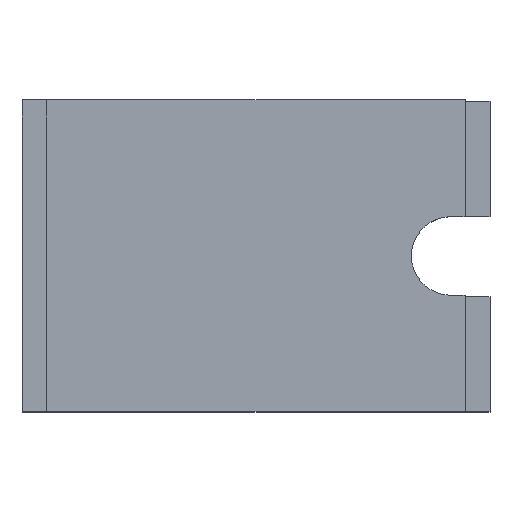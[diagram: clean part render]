
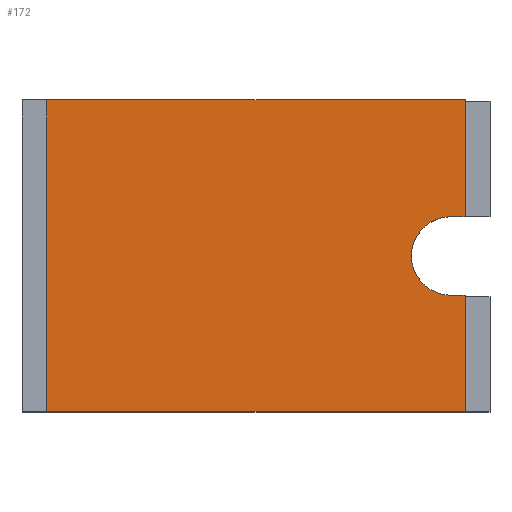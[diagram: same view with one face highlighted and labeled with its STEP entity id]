
A CAD part, top view. The second image highlights one B-rep face of the part: STEP entity #172.
In plain terms, the highlighted planar face has unit normal (0, 0, 1).
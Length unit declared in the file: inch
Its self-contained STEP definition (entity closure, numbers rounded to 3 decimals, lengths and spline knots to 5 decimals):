
#74=CARTESIAN_POINT('',(0.1675,-0.0315,0.05));
#75=VERTEX_POINT('',#74);
#79=CARTESIAN_POINT('',(0.1675,0.,0.05));
#80=DIRECTION('',(0.,-1.,0.));
#81=VECTOR('',#80,1.);
#82=LINE('',#79,#81);
#83=EDGE_CURVE('',#75,#85,#82,.T.);
#84=CARTESIAN_POINT('',(0.1675,-0.125,0.05));
#85=VERTEX_POINT('',#84);
#109=CARTESIAN_POINT('',(0.1245,-0.0315,0.05));
#110=DIRECTION('',(1.,0.,0.));
#111=VECTOR('',#110,1.);
#112=LINE('',#109,#111);
#113=EDGE_CURVE('',#115,#75,#112,.T.);
#114=CARTESIAN_POINT('',(0.156,-0.0315,0.05));
#115=VERTEX_POINT('',#114);
#116=ORIENTED_EDGE('',*,*,#113,.F.);
#117=CARTESIAN_POINT('',(0.156,0.,0.05));
#118=DIRECTION('',(0.,0.,-1.));
#119=DIRECTION('',(1.,0.,0.));
#120=AXIS2_PLACEMENT_3D('',#117,#118,#119);
#121=CIRCLE('',#120,0.0315);
#122=EDGE_CURVE('',#115,#124,#121,.T.);
#123=CARTESIAN_POINT('',(0.156,0.0315,0.05));
#124=VERTEX_POINT('',#123);
#125=ORIENTED_EDGE('',*,*,#122,.T.);
#126=CARTESIAN_POINT('',(0.1245,0.0315,0.05));
#127=DIRECTION('',(1.,0.,0.));
#128=VECTOR('',#127,1.);
#129=LINE('',#126,#128);
#130=EDGE_CURVE('',#124,#132,#129,.T.);
#131=CARTESIAN_POINT('',(0.1675,0.0315,0.05));
#132=VERTEX_POINT('',#131);
#133=ORIENTED_EDGE('',*,*,#130,.T.);
#134=CARTESIAN_POINT('',(0.1675,0.,0.05));
#135=DIRECTION('',(0.,-1.,0.));
#136=VECTOR('',#135,1.);
#137=LINE('',#134,#136);
#138=EDGE_CURVE('',#140,#132,#137,.T.);
#139=CARTESIAN_POINT('',(0.1675,0.125,0.05));
#140=VERTEX_POINT('',#139);
#141=ORIENTED_EDGE('',*,*,#138,.F.);
#142=CARTESIAN_POINT('',(0.,0.125,0.05));
#143=DIRECTION('',(1.,0.,0.));
#144=VECTOR('',#143,1.);
#145=LINE('',#142,#144);
#146=EDGE_CURVE('',#148,#140,#145,.T.);
#147=CARTESIAN_POINT('',(-0.1675,0.125,0.05));
#148=VERTEX_POINT('',#147);
#149=ORIENTED_EDGE('',*,*,#146,.F.);
#150=CARTESIAN_POINT('',(-0.1675,0.,0.05));
#151=DIRECTION('',(0.,1.,0.));
#152=VECTOR('',#151,1.);
#153=LINE('',#150,#152);
#154=EDGE_CURVE('',#156,#148,#153,.T.);
#155=CARTESIAN_POINT('',(-0.1675,-0.125,0.05));
#156=VERTEX_POINT('',#155);
#157=ORIENTED_EDGE('',*,*,#154,.F.);
#158=CARTESIAN_POINT('',(0.,-0.125,0.05));
#159=DIRECTION('',(-1.,0.,0.));
#160=VECTOR('',#159,1.);
#161=LINE('',#158,#160);
#162=EDGE_CURVE('',#85,#156,#161,.T.);
#163=ORIENTED_EDGE('',*,*,#162,.F.);
#164=ORIENTED_EDGE('',*,*,#83,.F.);
#165=EDGE_LOOP('',(#116,#125,#133,#141,#149,#157,#163,#164));
#166=FACE_BOUND('',#165,.T.);
#167=CARTESIAN_POINT('',(0.,0.,0.05));
#168=DIRECTION('',(0.,0.,1.));
#169=DIRECTION('',(1.,0.,0.));
#170=AXIS2_PLACEMENT_3D('',#167,#168,#169);
#171=PLANE('',#170);
#172=ADVANCED_FACE('',(#166),#171,.T.);
